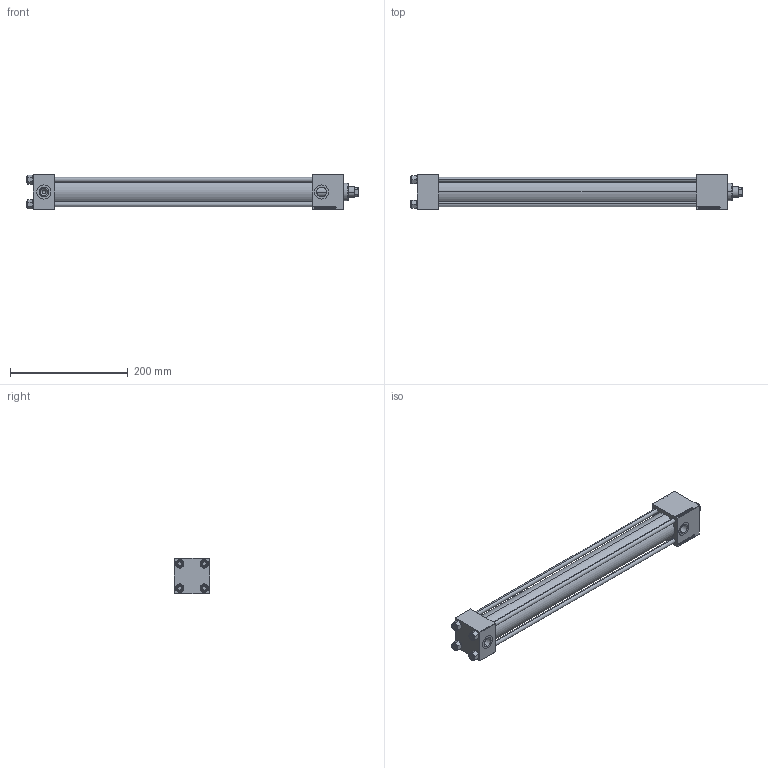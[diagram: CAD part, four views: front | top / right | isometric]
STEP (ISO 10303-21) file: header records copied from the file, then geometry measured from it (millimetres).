
FILE_DESCRIPTION (( 'STEP AP203' ), '1' );
FILE_NAME ('f819.STEP', '2025-01-31T11:41:50', ( '' ), ( '' ), 'SwSTEP 2.0', 'SolidWorks 2019', '' );
FILE_SCHEMA (( 'CONFIG_CONTROL_DESIGN' ));
Length unit declared in the file: millimetre
Products named in the file (6): V215CR_VCP_C 70644f398d093e63846238855f893925; V215CR_C_Body 70644f398d093e63846238855f893925; V215_VC_A 70644f398d093e63846238855f893925; f819; NUT_M5_C 70644f398d093e63846238855f893925; V215CR_C_TYCINKA 70644f398d093e63846238855f893925
Assembly tree (11 placements, depth 2):
  f819
    V215CR_C_Body 70644f398d093e63846238855f893925
    V215CR_VCP_C 70644f398d093e63846238855f893925
    NUT_M5_C 70644f398d093e63846238855f893925  x4
    V215CR_C_TYCINKA 70644f398d093e63846238855f893925  x4
    V215_VC_A 70644f398d093e63846238855f893925
Bounding box: 565 x 60 x 60 mm (x, y, z)
Volume: 729593 mm3; surface area: 267686.3 mm2
Topology: 11 solids, 11 shells, 1149 faces, 2878 edges, 1867 vertices
Faces by surface type: plane 526, bspline 392, cone 136, cylinder 87, torus 8
Entity records: 50242 total; most frequent: CARTESIAN_POINT 27109, ORIENTED_EDGE 5248, DIRECTION 3308, EDGE_CURVE 2624, VERTEX_POINT 1723, VECTOR 1592, LINE 1592, EDGE_LOOP 1157
